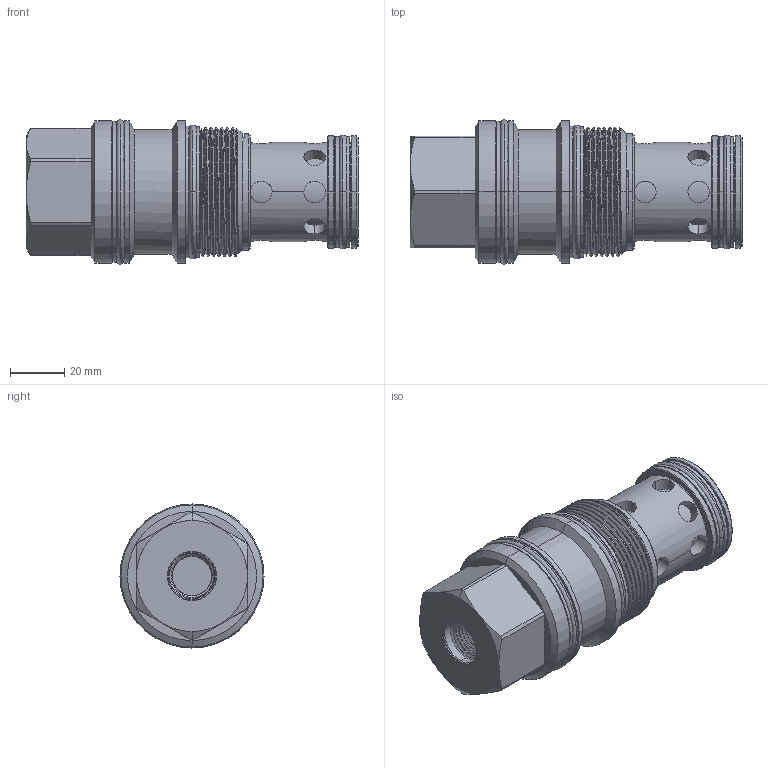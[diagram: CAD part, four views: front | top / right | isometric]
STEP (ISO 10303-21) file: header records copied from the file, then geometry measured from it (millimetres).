
FILE_DESCRIPTION (( 'STEP AP203' ), '1' );
FILE_NAME ('LO19A3A(3B)-8.STEP', '2016-06-06T00:25:17', ( '' ), ( '' ), 'SwSTEP 2.0', 'SolidWorks 2012', '' );
FILE_SCHEMA (( 'CONFIG_CONTROL_DESIGN' ));
Length unit declared in the file: millimetre
Products named in the file (1): LO19A3A(3B)-8
Bounding box: 122.33 x 53.11 x 53.11 mm (x, y, z)
Volume: 176896.8 mm3; surface area: 34119 mm2
Topology: 6 solids, 6 shells, 224 faces, 507 edges, 315 vertices
Faces by surface type: cylinder 126, cone 35, plane 32, torus 22, bspline 9
Entity records: 10162 total; most frequent: CARTESIAN_POINT 5251, ORIENTED_EDGE 1014, DIRECTION 998, EDGE_CURVE 507, AXIS2_PLACEMENT_3D 417, VERTEX_POINT 315, EDGE_LOOP 254, ADVANCED_FACE 224
